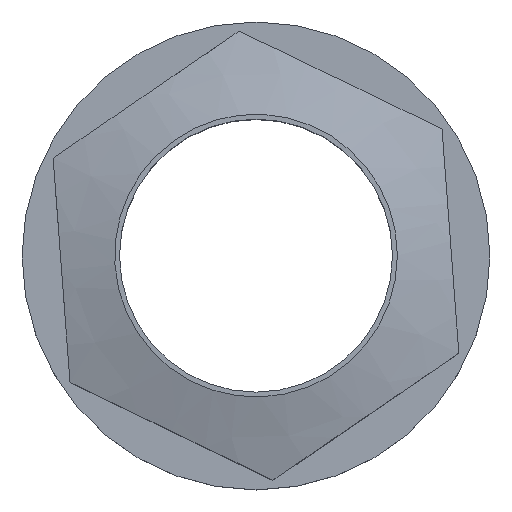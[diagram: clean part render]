
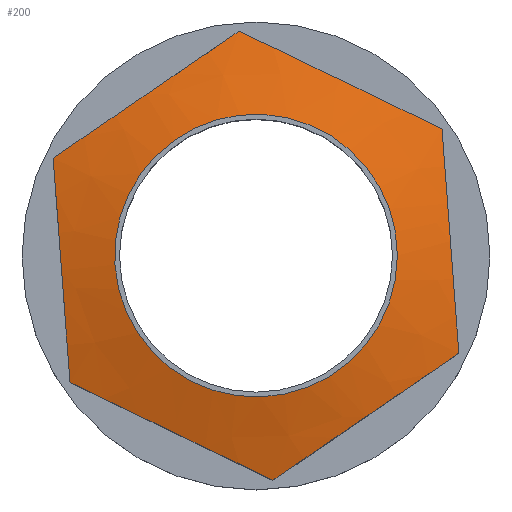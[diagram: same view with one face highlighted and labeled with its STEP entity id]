
A CAD part, top view. The second image highlights one B-rep face of the part: STEP entity #200.
In plain terms, the highlighted conical face has half-angle 75 degrees and reference radius 1.628 mm.
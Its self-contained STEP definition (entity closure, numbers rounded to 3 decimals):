
#20=CONICAL_SURFACE('',#230,1.628,1.309);
#24=CIRCLE('',#222,3.625);
#91=ORIENTED_EDGE('',*,*,#111,.T.);
#92=ORIENTED_EDGE('',*,*,#114,.T.);
#93=ORIENTED_EDGE('',*,*,#98,.T.);
#94=ORIENTED_EDGE('',*,*,#102,.T.);
#95=ORIENTED_EDGE('',*,*,#105,.T.);
#96=ORIENTED_EDGE('',*,*,#108,.T.);
#97=ORIENTED_EDGE('',*,*,#117,.F.);
#98=EDGE_CURVE('',#121,#122,#138,.T.);
#102=EDGE_CURVE('',#122,#125,#139,.T.);
#105=EDGE_CURVE('',#125,#127,#140,.T.);
#108=EDGE_CURVE('',#127,#129,#141,.T.);
#111=EDGE_CURVE('',#129,#131,#142,.T.);
#114=EDGE_CURVE('',#131,#121,#143,.T.);
#117=EDGE_CURVE('',#134,#134,#24,.T.);
#121=VERTEX_POINT('',#286);
#122=VERTEX_POINT('',#287);
#125=VERTEX_POINT('',#299);
#127=VERTEX_POINT('',#309);
#129=VERTEX_POINT('',#319);
#131=VERTEX_POINT('',#329);
#134=VERTEX_POINT('',#344);
#138=B_SPLINE_CURVE_WITH_KNOTS('',3,(#281,#282,#283,#284,#285),
 .UNSPECIFIED.,.F.,.F.,(4,1,4),(0.,0.003,
0.006),.UNSPECIFIED.);
#139=B_SPLINE_CURVE_WITH_KNOTS('',3,(#294,#295,#296,#297,#298),
 .UNSPECIFIED.,.F.,.F.,(4,1,4),(0.,0.003,
0.006),.UNSPECIFIED.);
#140=B_SPLINE_CURVE_WITH_KNOTS('',3,(#304,#305,#306,#307,#308),
 .UNSPECIFIED.,.F.,.F.,(4,1,4),(0.,0.003,
0.006),.UNSPECIFIED.);
#141=B_SPLINE_CURVE_WITH_KNOTS('',3,(#314,#315,#316,#317,#318),
 .UNSPECIFIED.,.F.,.F.,(4,1,4),(0.,0.003,
0.006),.UNSPECIFIED.);
#142=B_SPLINE_CURVE_WITH_KNOTS('',3,(#324,#325,#326,#327,#328),
 .UNSPECIFIED.,.F.,.F.,(4,1,4),(0.,0.003,
0.006),.UNSPECIFIED.);
#143=B_SPLINE_CURVE_WITH_KNOTS('',3,(#334,#335,#336,#337,#338),
 .UNSPECIFIED.,.F.,.F.,(4,1,4),(0.,0.003,
0.006),.UNSPECIFIED.);
#160=EDGE_LOOP('',(#91,#92,#93,#94,#95,#96));
#161=EDGE_LOOP('',(#97));
#178=FACE_BOUND('',#160,.T.);
#179=FACE_BOUND('',#161,.T.);
#200=ADVANCED_FACE('',(#178,#179),#20,.T.);
#222=AXIS2_PLACEMENT_3D('',#343,#261,#262);
#230=AXIS2_PLACEMENT_3D('',#355,#277,#278);
#261=DIRECTION('',(0.,0.,1.));
#262=DIRECTION('',(1.,0.,0.));
#277=DIRECTION('',(0.,0.,-1.));
#278=DIRECTION('',(-1.,0.,0.));
#281=CARTESIAN_POINT('',(-5.202,2.504,4.424));
#282=CARTESIAN_POINT('',(-5.13,1.544,4.553));
#283=CARTESIAN_POINT('',(-4.986,-0.375,4.71));
#284=CARTESIAN_POINT('',(-4.842,-2.294,4.553));
#285=CARTESIAN_POINT('',(-4.769,-3.254,4.424));
#286=CARTESIAN_POINT('',(-5.202,2.504,4.424));
#287=CARTESIAN_POINT('',(-4.769,-3.254,4.424));
#294=CARTESIAN_POINT('',(-4.769,-3.254,4.424));
#295=CARTESIAN_POINT('',(-3.902,-3.671,4.553));
#296=CARTESIAN_POINT('',(-2.168,-4.505,4.71));
#297=CARTESIAN_POINT('',(-0.434,-5.34,4.553));
#298=CARTESIAN_POINT('',(0.433,-5.757,4.424));
#299=CARTESIAN_POINT('',(0.433,-5.757,4.424));
#304=CARTESIAN_POINT('',(0.433,-5.757,4.424));
#305=CARTESIAN_POINT('',(1.228,-5.215,4.553));
#306=CARTESIAN_POINT('',(2.818,-4.13,4.71));
#307=CARTESIAN_POINT('',(4.407,-3.046,4.553));
#308=CARTESIAN_POINT('',(5.202,-2.504,4.424));
#309=CARTESIAN_POINT('',(5.202,-2.504,4.424));
#314=CARTESIAN_POINT('',(5.202,-2.504,4.424));
#315=CARTESIAN_POINT('',(5.13,-1.544,4.553));
#316=CARTESIAN_POINT('',(4.986,0.375,4.71));
#317=CARTESIAN_POINT('',(4.842,2.294,4.553));
#318=CARTESIAN_POINT('',(4.769,3.254,4.424));
#319=CARTESIAN_POINT('',(4.769,3.254,4.424));
#324=CARTESIAN_POINT('',(4.769,3.254,4.424));
#325=CARTESIAN_POINT('',(3.902,3.671,4.553));
#326=CARTESIAN_POINT('',(2.168,4.505,4.71));
#327=CARTESIAN_POINT('',(0.434,5.34,4.553));
#328=CARTESIAN_POINT('',(-0.433,5.757,4.424));
#329=CARTESIAN_POINT('',(-0.433,5.757,4.424));
#334=CARTESIAN_POINT('',(-0.433,5.757,4.424));
#335=CARTESIAN_POINT('',(-1.228,5.215,4.553));
#336=CARTESIAN_POINT('',(-2.818,4.13,4.71));
#337=CARTESIAN_POINT('',(-4.407,3.046,4.553));
#338=CARTESIAN_POINT('',(-5.202,2.504,4.424));
#343=CARTESIAN_POINT('',(0.,0.,5.));
#344=CARTESIAN_POINT('',(3.625,0.,5.));
#355=CARTESIAN_POINT('',(0.,0.,5.535));
